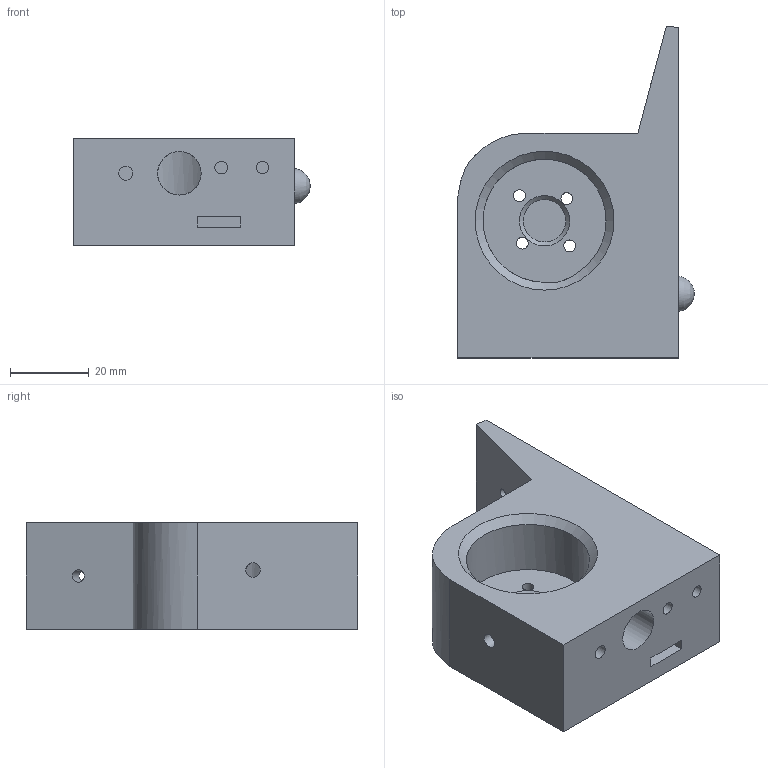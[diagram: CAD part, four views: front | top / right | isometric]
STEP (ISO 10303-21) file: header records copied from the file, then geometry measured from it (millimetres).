
FILE_DESCRIPTION(/* description */ (''),/* implementation_level */ '2;1');
FILE_NAME(/* name */ 'suporte arma esq.step',/* time_stamp */ '2025-08-27T10:47:44+01:00',/* author */ (''),/* organization */ (''),/* preprocessor_version */ 'ST-DEVELOPER v20.1',/* originating_system */ 'Autodesk Translation Framework v14.10.0.0',/* authorisation */ '');
FILE_SCHEMA (('AUTOMOTIVE_DESIGN { 1 0 10303 214 3 1 1 }'));
Length unit declared in the file: millimetre
Products named in the file (1): suporte arma esq
Bounding box: 60 x 84.19 x 27 mm (x, y, z)
Volume: 72872.5 mm3; surface area: 17605.5 mm2
Topology: 1 solids, 1 shells, 44 faces, 96 edges, 64 vertices
Faces by surface type: plane 23, cylinder 16, bspline 3, cone 2
Full cylindrical faces by diameter (mm): 3 x4, 3.103 x1, 3.124 x1, 3.222 x1, 3.585 x1, 3.677 x1, 6 x4, 10.77 x1, 11.052 x1
Entity records: 1615 total; most frequent: CARTESIAN_POINT 577, DIRECTION 206, ORIENTED_EDGE 192, EDGE_CURVE 96, AXIS2_PLACEMENT_3D 79, EDGE_LOOP 68, VERTEX_POINT 64, LINE 48
